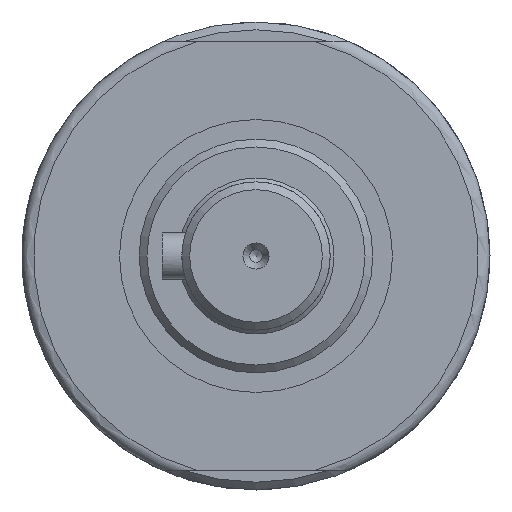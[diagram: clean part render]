
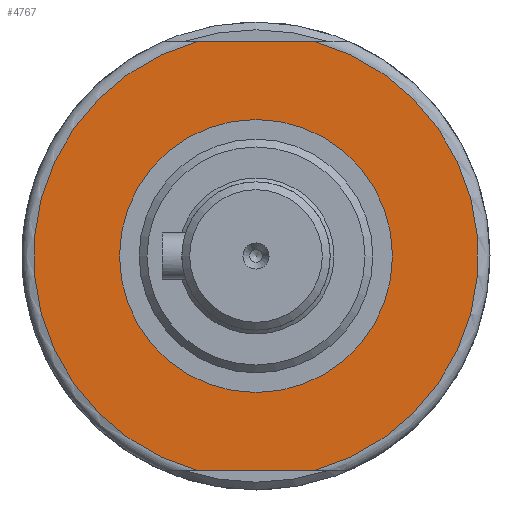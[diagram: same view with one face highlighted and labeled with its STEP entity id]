
A CAD part, left-side view. The second image highlights one B-rep face of the part: STEP entity #4767.
In plain terms, the highlighted planar face has unit normal (-1, 0, 0).
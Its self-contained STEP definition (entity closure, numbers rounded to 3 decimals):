
#2263=CARTESIAN_POINT('',(44.,-7.483,-27.5));
#2264=VERTEX_POINT('',#2263);
#2282=CARTESIAN_POINT('',(44.,7.483,-27.5));
#2283=VERTEX_POINT('',#2282);
#2284=CARTESIAN_POINT('',(44.,7.483,-27.5));
#2285=DIRECTION('',(0.0,-1.0,0.0));
#2286=VECTOR('',#2285,14.967);
#2287=LINE('',#2284,#2286);
#2288=EDGE_CURVE('',#2283,#2264,#2287,.T.);
#2387=CARTESIAN_POINT('',(44.,7.483,27.5));
#2388=VERTEX_POINT('',#2387);
#2402=CARTESIAN_POINT('',(44.,-7.483,27.5));
#2403=VERTEX_POINT('',#2402);
#2404=CARTESIAN_POINT('',(44.,-7.483,27.5));
#2405=DIRECTION('',(0.0,1.0,0.0));
#2406=VECTOR('',#2405,14.967);
#2407=LINE('',#2404,#2406);
#2408=EDGE_CURVE('',#2403,#2388,#2407,.T.);
#2498=CARTESIAN_POINT('',(44.,0.,0.0));
#2499=DIRECTION('',(1.0,0.0,0.0));
#2500=DIRECTION('',(0.0,1.0,0.0));
#2501=AXIS2_PLACEMENT_3D('',#2498,#2499,#2500);
#2502=CIRCLE('',#2501,28.5);
#2503=EDGE_CURVE('',#2283,#2388,#2502,.T.);
#4732=CARTESIAN_POINT('',(44.,17.5,0.0));
#4733=VERTEX_POINT('',#4732);
#4734=CARTESIAN_POINT('',(44.,0.,0.0));
#4735=DIRECTION('',(1.0,0.0,0.0));
#4736=DIRECTION('',(0.0,1.0,0.0));
#4737=AXIS2_PLACEMENT_3D('',#4734,#4735,#4736);
#4738=CIRCLE('',#4737,17.5);
#4739=EDGE_CURVE('',#4733,#4733,#4738,.T.);
#4747=CARTESIAN_POINT('',(44.,23.,0.0));
#4748=DIRECTION('',(-1.0,0.0,0.0));
#4749=DIRECTION('',(0.0,0.0,1.0));
#4750=AXIS2_PLACEMENT_3D('',#4747,#4748,#4749);
#4751=PLANE('',#4750);
#4752=ORIENTED_EDGE('',*,*,#2288,.T.);
#4753=CARTESIAN_POINT('',(44.,0.,0.0));
#4754=DIRECTION('',(1.0,0.0,0.0));
#4755=DIRECTION('',(0.0,1.0,0.0));
#4756=AXIS2_PLACEMENT_3D('',#4753,#4754,#4755);
#4757=CIRCLE('',#4756,28.5);
#4758=EDGE_CURVE('',#2403,#2264,#4757,.T.);
#4759=ORIENTED_EDGE('',*,*,#4758,.F.);
#4760=ORIENTED_EDGE('',*,*,#2408,.T.);
#4761=ORIENTED_EDGE('',*,*,#2503,.F.);
#4762=EDGE_LOOP('',(#4752,#4759,#4760,#4761));
#4763=FACE_OUTER_BOUND('',#4762,.T.);
#4764=ORIENTED_EDGE('',*,*,#4739,.T.);
#4765=EDGE_LOOP('',(#4764));
#4766=FACE_BOUND('',#4765,.T.);
#4767=ADVANCED_FACE('',(#4763,#4766),#4751,.T.);
